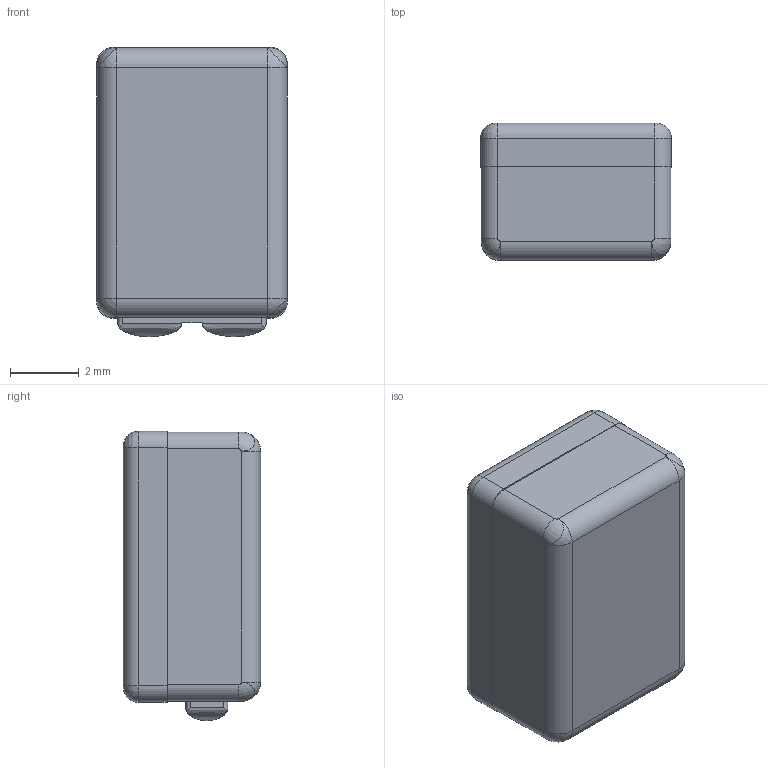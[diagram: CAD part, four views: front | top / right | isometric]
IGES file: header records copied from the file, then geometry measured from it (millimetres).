
Start section:  PTC IGES file: bj-21590-000_sw.igs
Global section: file name: bj-21590-000_sw.igs; native system: Pro/ENGINEER by Parametric Technology Corporation; preprocessor: 2005070; author: rgrounds; organization: Unknown; date: 060309.170704; units: inch
Bounding box: 5.54 x 3.99 x 8.41 mm (x, y, z)
Surface area: 182.5 mm2 (no closed solid volume)
Topology: 0 solids, 0 shells, 58 faces, 272 edges, 272 vertices
Faces by surface type: bspline 30, revolution 28
